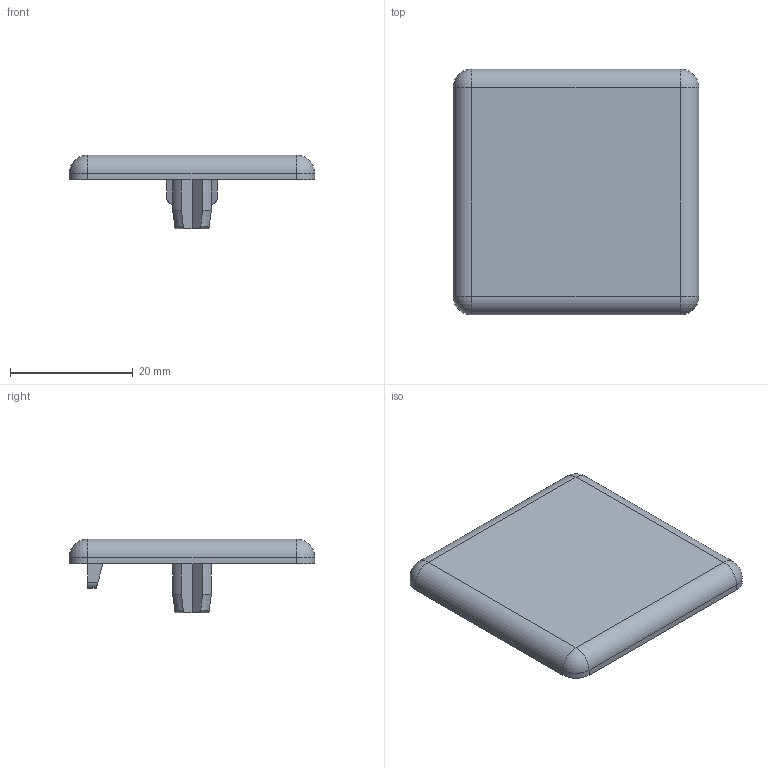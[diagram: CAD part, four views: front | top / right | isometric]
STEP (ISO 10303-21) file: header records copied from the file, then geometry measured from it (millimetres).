
FILE_DESCRIPTION(('HOOPS Exchange Step'),'2;1');
FILE_NAME('export-84653A99-DE1C-4050-B982-BD9E431073CE.stp','2022-04-11T23:01:25+03:00',('othaa'),('Alibre'),'HOOPS Exchange 2020.1','Alibre','Unknown authorisation');
FILE_SCHEMA( ('AP242_MANAGED_MODEL_BASED_3D_ENGINEERING_MIM_LF {1 0 10303 442 1 1 4 }') );
Length unit declared in the file: millimetre
Products named in the file (1): profile caps
Bounding box: 40 x 40 x 12 mm (x, y, z)
Volume: 5234.6 mm3; surface area: 4061.9 mm2
Topology: 1 solids, 1 shells, 61 faces, 161 edges, 100 vertices
Faces by surface type: plane 33, cylinder 16, sphere 4, torus 4, cone 4
Entity records: 1899 total; most frequent: CARTESIAN_POINT 390, ORIENTED_EDGE 314, DIRECTION 303, EDGE_CURVE 157, AXIS2_PLACEMENT_3D 101, VECTOR 101, LINE 101, VERTEX_POINT 100
